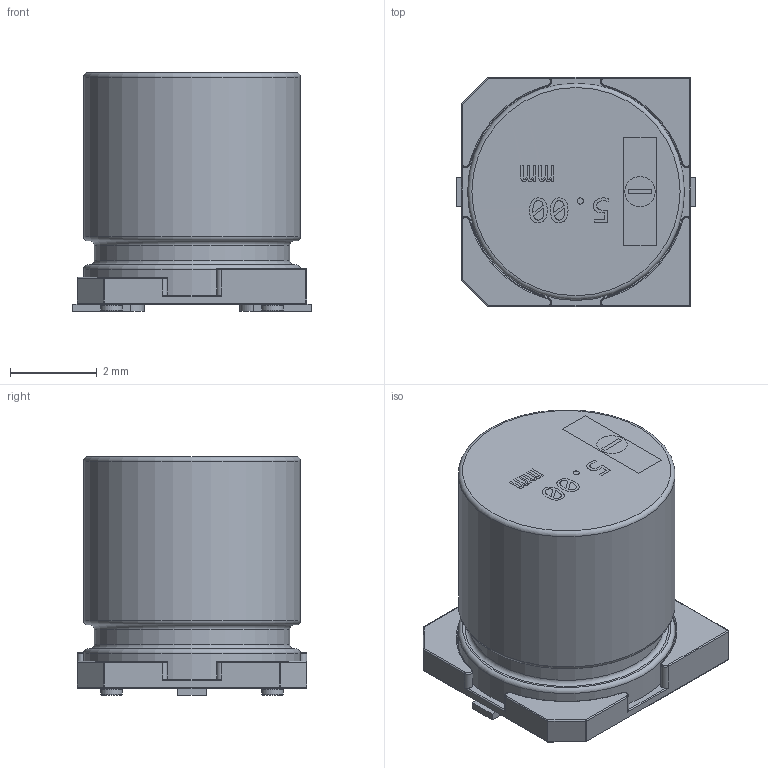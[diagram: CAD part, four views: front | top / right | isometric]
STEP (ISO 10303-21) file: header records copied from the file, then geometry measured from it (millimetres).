
FILE_DESCRIPTION(/* description */ (''),/* implementation_level */ '2;1');
FILE_NAME(/* name */ 'CAP SMT AL ELEC D5.00mm H5.50mm S5.30mm.step',/* time_stamp */ '2020-11-18T01:06:36+02:00',/* author */ (''),/* organization */ (''),/* preprocessor_version */ 'ST-DEVELOPER v18.1',/* originating_system */ 'Autodesk Translation Framework v9.3.0.1241',/* authorisation */ '');
FILE_SCHEMA (('AUTOMOTIVE_DESIGN { 1 0 10303 214 3 1 1 }'));
Length unit declared in the file: millimetre
Products named in the file (1): Model - SMT CAP ELEC
Bounding box: 5.5 x 5.3 x 5.5 mm (x, y, z)
Volume: 108.4 mm3; surface area: 160.2 mm2
Topology: 1 solids, 1 shells, 126 faces, 454 edges, 350 vertices
Faces by surface type: cylinder 47, plane 42, torus 25, sphere 12
Full cylindrical faces by diameter (mm): 0.5 x4, 4.5 x1, 5 x2
Entity records: 5503 total; most frequent: CARTESIAN_POINT 1619, ORIENTED_EDGE 908, DIRECTION 677, EDGE_CURVE 454, VERTEX_POINT 350, AXIS2_PLACEMENT_3D 266, B_SPLINE_CURVE_WITH_KNOTS 170, EDGE_LOOP 146
